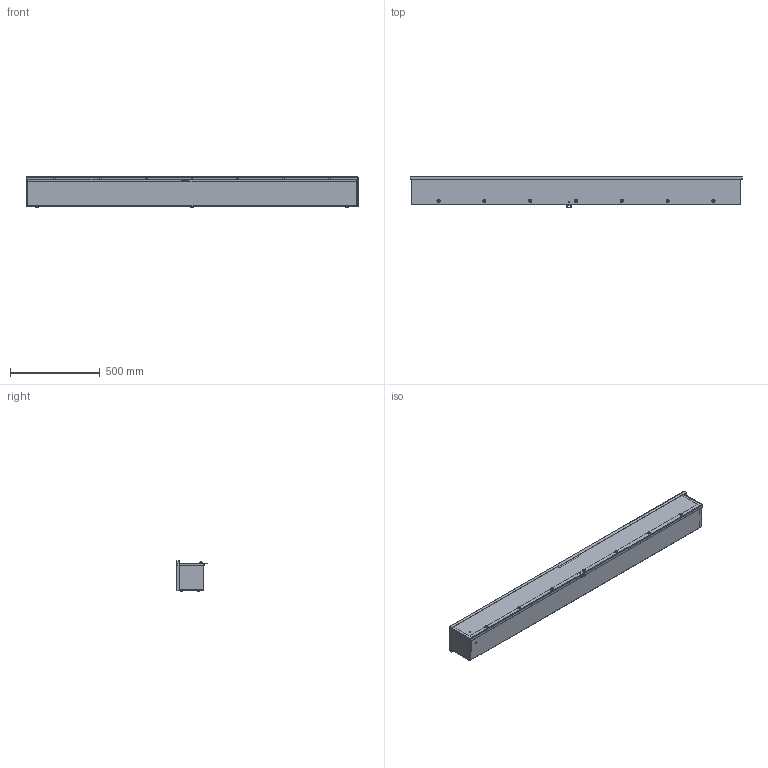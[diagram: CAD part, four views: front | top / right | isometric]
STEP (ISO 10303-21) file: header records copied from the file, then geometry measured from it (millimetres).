
FILE_DESCRIPTION (( 'STEP AP203' ), '1' );
FILE_NAME ('C3RWT672_Default.step', '2019-11-13T14:04:54', ( '' ), ( '' ), 'SwSTEP 2.0', 'SolidWorks 2019', '' );
FILE_SCHEMA (( 'CONFIG_CONTROL_DESIGN' ));
Length unit declared in the file: inch
Products named in the file (1): C3RWT672_Default
Bounding box: 1851.03 x 174.52 x 167.49 mm (x, y, z)
Volume: 1945677.4 mm3; surface area: 2711386.9 mm2
Topology: 35 solids, 35 shells, 1323 faces, 3354 edges, 2146 vertices
Faces by surface type: plane 712, cylinder 423, cone 92, bspline 82, torus 14
Entity records: 44467 total; most frequent: CARTESIAN_POINT 12284, DIRECTION 6730, ORIENTED_EDGE 6700, EDGE_CURVE 3350, AXIS2_PLACEMENT_3D 2418, VERTEX_POINT 2146, VECTOR 1894, LINE 1894
